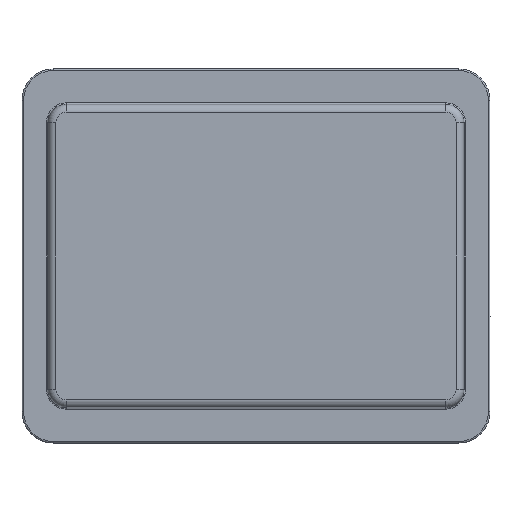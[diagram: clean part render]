
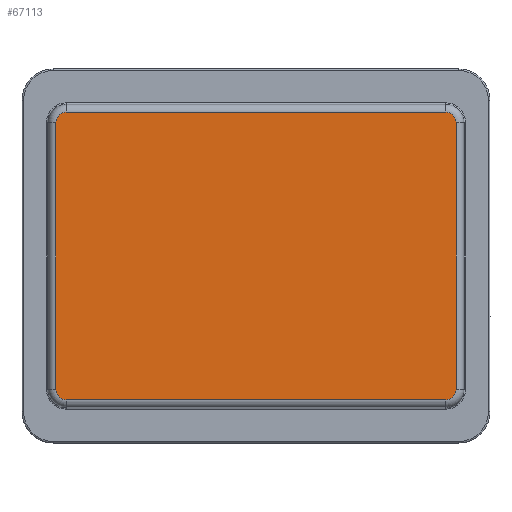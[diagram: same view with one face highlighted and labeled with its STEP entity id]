
A CAD part, front view. The second image highlights one B-rep face of the part: STEP entity #67113.
In plain terms, the highlighted planar face has unit normal (0, -1, 0).
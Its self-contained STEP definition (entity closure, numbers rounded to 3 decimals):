
#23757=CARTESIAN_POINT('',(-6.054,-0.5,
4.254));
#23758=DIRECTION('',(0.,1.,0.));
#23759=DIRECTION('',(-1.,0.,0.));
#23760=AXIS2_PLACEMENT_3D('',#23757,#23758,#23759);
#23762=CARTESIAN_POINT('',(6.054,-0.5,
4.254));
#23763=DIRECTION('',(0.,1.,0.));
#23764=DIRECTION('',(0.,0.,1.));
#23765=AXIS2_PLACEMENT_3D('',#23762,#23763,#23764);
#23767=CARTESIAN_POINT('',(6.054,-0.5,
-4.254));
#23768=DIRECTION('',(0.,1.,0.));
#23769=DIRECTION('',(1.,0.,0.));
#23770=AXIS2_PLACEMENT_3D('',#23767,#23768,#23769);
#23772=CARTESIAN_POINT('',(-6.054,-0.5,
-4.254));
#23773=DIRECTION('',(0.,1.,0.));
#23774=DIRECTION('',(0.,0.,-1.));
#23775=AXIS2_PLACEMENT_3D('',#23772,#23773,#23774);
#23798=DIRECTION('',(0.,0.,-1.));
#23799=VECTOR('',#23798,8.507);
#23800=CARTESIAN_POINT('',(-6.394,-0.5,
4.254));
#23801=LINE('',#23800,#23799);
#23827=DIRECTION('',(1.,0.,0.));
#23828=VECTOR('',#23827,12.107);
#23829=CARTESIAN_POINT('',(-6.054,-0.5,
-4.594));
#23830=LINE('',#23829,#23828);
#23856=DIRECTION('',(0.,0.,1.));
#23857=VECTOR('',#23856,8.507);
#23858=CARTESIAN_POINT('',(6.394,-0.5,
-4.254));
#23859=LINE('',#23858,#23857);
#23864=DIRECTION('',(-1.,0.,0.));
#23865=VECTOR('',#23864,12.107);
#23866=CARTESIAN_POINT('',(6.054,-0.5,
4.594));
#23867=LINE('',#23866,#23865);
#29972=CARTESIAN_POINT('',(6.054,-0.5,
4.594));
#29973=CARTESIAN_POINT('',(6.394,-0.5,
4.254));
#29974=VERTEX_POINT('',#29972);
#29975=VERTEX_POINT('',#29973);
#29976=CARTESIAN_POINT('',(-6.394,-0.5,
4.254));
#29977=CARTESIAN_POINT('',(-6.054,-0.5,
4.594));
#29978=VERTEX_POINT('',#29976);
#29979=VERTEX_POINT('',#29977);
#29980=CARTESIAN_POINT('',(6.394,-0.5,
-4.254));
#29981=VERTEX_POINT('',#29980);
#29982=CARTESIAN_POINT('',(6.054,-0.5,
-4.594));
#29983=VERTEX_POINT('',#29982);
#29984=CARTESIAN_POINT('',(-6.054,-0.5,
-4.594));
#29985=VERTEX_POINT('',#29984);
#29986=CARTESIAN_POINT('',(-6.394,-0.5,
-4.254));
#29987=VERTEX_POINT('',#29986);
#67091=CARTESIAN_POINT('',(0.,-0.5,0.));
#67092=DIRECTION('',(0.,1.,0.));
#67093=DIRECTION('',(1.,0.,0.));
#67094=AXIS2_PLACEMENT_3D('',#67091,#67092,#67093);
#67095=PLANE('',#67094);
#67097=ORIENTED_EDGE('',*,*,#67096,.T.);
#67099=ORIENTED_EDGE('',*,*,#67098,.F.);
#67100=ORIENTED_EDGE('',*,*,#67081,.T.);
#67102=ORIENTED_EDGE('',*,*,#67101,.F.);
#67104=ORIENTED_EDGE('',*,*,#67103,.T.);
#67106=ORIENTED_EDGE('',*,*,#67105,.F.);
#67108=ORIENTED_EDGE('',*,*,#67107,.T.);
#67110=ORIENTED_EDGE('',*,*,#67109,.F.);
#67111=EDGE_LOOP('',(#67097,#67099,#67100,#67102,#67104,#67106,#67108,#67110));
#67112=FACE_OUTER_BOUND('',#67111,.F.);
#67113=ADVANCED_FACE('',(#67112),#67095,.F.);
#23761=CIRCLE('',#23760,0.34);
#23766=CIRCLE('',#23765,0.34);
#23771=CIRCLE('',#23770,0.34);
#23776=CIRCLE('',#23775,0.34);
#67081=EDGE_CURVE('',#29974,#29975,#23766,.T.);
#67096=EDGE_CURVE('',#29978,#29979,#23761,.T.);
#67098=EDGE_CURVE('',#29974,#29979,#23867,.T.);
#67101=EDGE_CURVE('',#29981,#29975,#23859,.T.);
#67103=EDGE_CURVE('',#29981,#29983,#23771,.T.);
#67105=EDGE_CURVE('',#29985,#29983,#23830,.T.);
#67107=EDGE_CURVE('',#29985,#29987,#23776,.T.);
#67109=EDGE_CURVE('',#29978,#29987,#23801,.T.);
